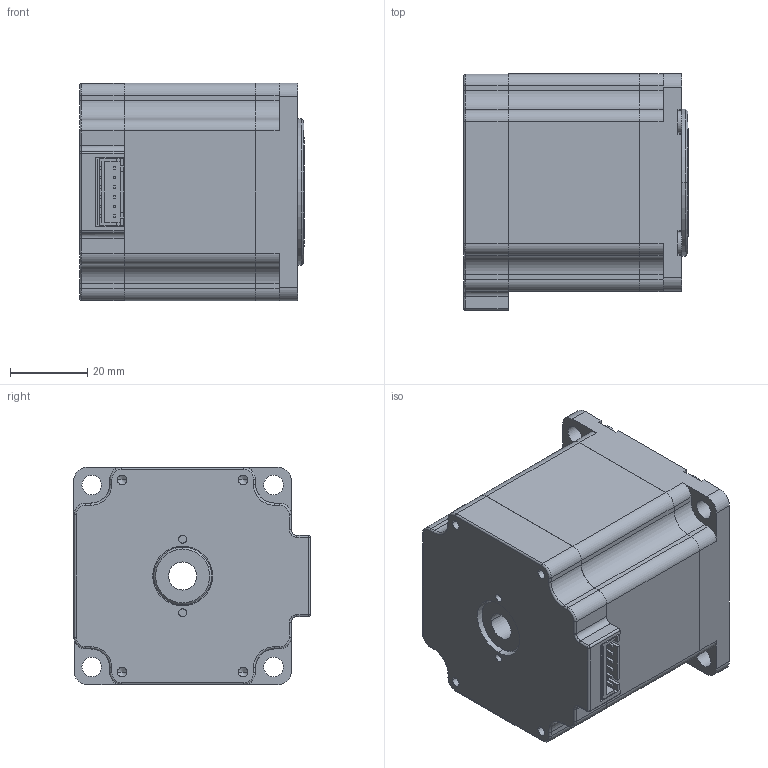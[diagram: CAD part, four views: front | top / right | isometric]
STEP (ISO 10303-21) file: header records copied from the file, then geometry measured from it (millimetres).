
FILE_DESCRIPTION (( 'STEP AP214' ), '1' );
FILE_NAME ('HH23-101_8359.STEP', '2021-01-28T19:53:26', ( '' ), ( '' ), 'SwSTEP 2.0', 'SolidWorks 2017', '' );
FILE_SCHEMA (( 'AUTOMOTIVE_DESIGN' ));
Length unit declared in the file: millimetre
Products named in the file (1): HH23-101_8359
Bounding box: 58.2 x 61.28 x 56.4 mm (x, y, z)
Volume: 155073.5 mm3; surface area: 28020.8 mm2
Topology: 2 solids, 7 shells, 427 faces, 1085 edges, 701 vertices
Faces by surface type: plane 257, cylinder 138, cone 16, torus 14, sphere 2
Full cylindrical faces by diameter (mm): 2.05 x2, 5.1 x4
Entity records: 15325 total; most frequent: DIRECTION 2226, CARTESIAN_POINT 2194, ORIENTED_EDGE 2134, EDGE_CURVE 1067, LINE 764, VECTOR 764, AXIS2_PLACEMENT_3D 731, VERTEX_POINT 699
